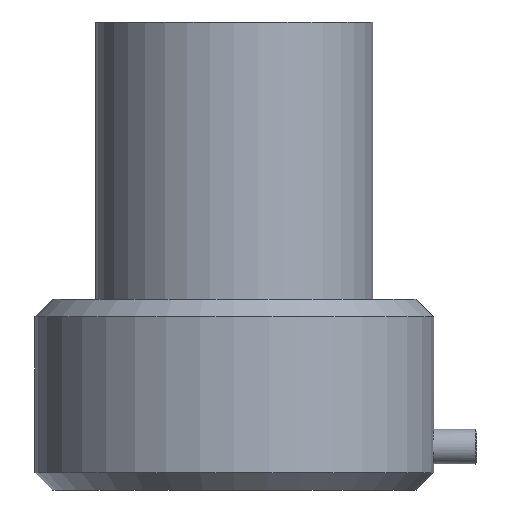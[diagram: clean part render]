
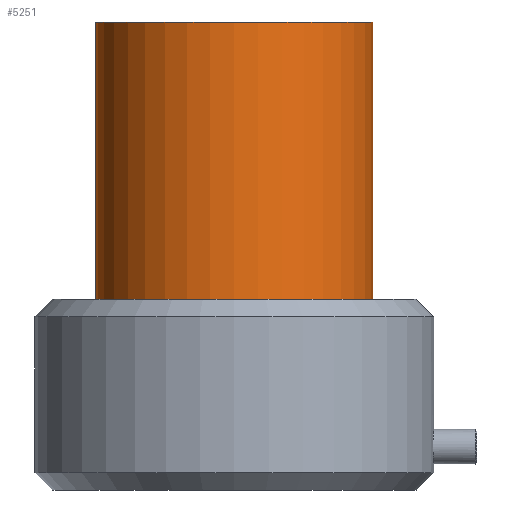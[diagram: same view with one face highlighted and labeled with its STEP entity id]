
A CAD part, front view. The second image highlights one B-rep face of the part: STEP entity #5251.
In plain terms, the highlighted cylindrical face has radius 8 mm (diameter 16 mm), a full revolution.
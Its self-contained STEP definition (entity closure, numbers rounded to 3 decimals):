
#48=CYLINDRICAL_SURFACE('',#5465,8.);
#54=CIRCLE('',#5454,8.);
#59=CIRCLE('',#5466,8.);
#826=FACE_OUTER_BOUND('',#1131,.T.);
#1131=EDGE_LOOP('',(#4727,#4728,#4729,#4730));
#1567=LINE('',#9736,#2001);
#2001=VECTOR('',#6149,8.);
#2504=VERTEX_POINT('',#9716);
#2509=VERTEX_POINT('',#9735);
#3254=EDGE_CURVE('',#2504,#2504,#54,.T.);
#3261=EDGE_CURVE('',#2504,#2509,#1567,.T.);
#3262=EDGE_CURVE('',#2509,#2509,#59,.T.);
#4727=ORIENTED_EDGE('',*,*,#3254,.T.);
#4728=ORIENTED_EDGE('',*,*,#3261,.T.);
#4729=ORIENTED_EDGE('',*,*,#3262,.F.);
#4730=ORIENTED_EDGE('',*,*,#3261,.F.);
#5251=ADVANCED_FACE('',(#826),#48,.T.);
#5454=AXIS2_PLACEMENT_3D('',#9717,#6123,#6124);
#5465=AXIS2_PLACEMENT_3D('',#9734,#6147,#6148);
#5466=AXIS2_PLACEMENT_3D('',#9737,#6150,#6151);
#6123=DIRECTION('center_axis',(0.,0.,-1.));
#6124=DIRECTION('ref_axis',(-1.,0.,0.));
#6147=DIRECTION('center_axis',(0.,0.,1.));
#6148=DIRECTION('ref_axis',(-1.,0.,0.));
#6149=DIRECTION('',(0.,0.,-1.));
#6150=DIRECTION('center_axis',(0.,0.,-1.));
#6151=DIRECTION('ref_axis',(-1.,0.,0.));
#9716=CARTESIAN_POINT('',(8.,0.,16.));
#9717=CARTESIAN_POINT('Origin',(0.,0.,16.));
#9734=CARTESIAN_POINT('Origin',(0.,0.,0.));
#9735=CARTESIAN_POINT('',(8.,0.,0.));
#9736=CARTESIAN_POINT('',(8.,0.,0.));
#9737=CARTESIAN_POINT('Origin',(0.,0.,0.));
